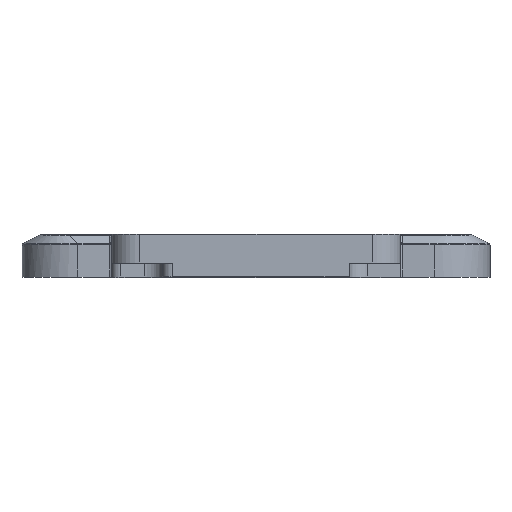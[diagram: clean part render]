
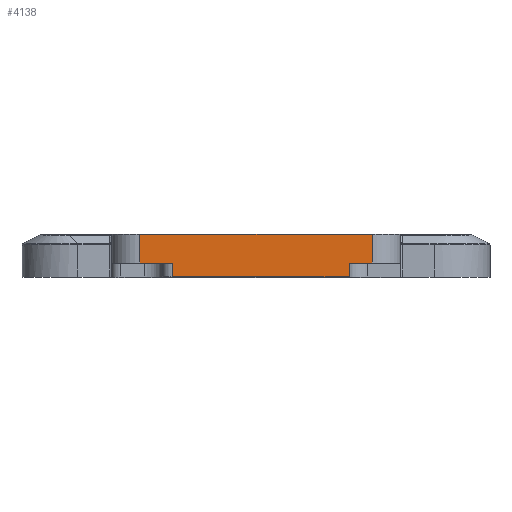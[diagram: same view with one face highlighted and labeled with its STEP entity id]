
A CAD part, top view. The second image highlights one B-rep face of the part: STEP entity #4138.
In plain terms, the highlighted planar face has unit normal (0, 0, 1).
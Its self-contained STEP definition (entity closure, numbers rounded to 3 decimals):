
#114 = LINE ( 'NONE', #3554, #3670 ) ;
#120 = EDGE_CURVE ( 'NONE', #2088, #2494, #4830, .T. ) ;
#165 = CARTESIAN_POINT ( 'NONE',  ( 12.5, -51.842, 18.5 ) ) ;
#216 = DIRECTION ( 'NONE',  ( 0., -1., 0. ) ) ;
#490 = DIRECTION ( 'NONE',  ( -1., 0., 0. ) ) ;
#605 = VECTOR ( 'NONE', #4412, 1000. ) ;
#660 = VERTEX_POINT ( 'NONE', #4187 ) ;
#674 = LINE ( 'NONE', #165, #5073 ) ;
#726 = FACE_OUTER_BOUND ( 'NONE', #5015, .T. ) ;
#853 = EDGE_CURVE ( 'NONE', #2779, #5190, #114, .T. ) ;
#928 = ORIENTED_EDGE ( 'NONE', *, *, #4852, .T. ) ;
#947 = CARTESIAN_POINT ( 'NONE',  ( 10., -2.072, 18.5 ) ) ;
#1144 = CARTESIAN_POINT ( 'NONE',  ( 10., -3.572, 18.5 ) ) ;
#1145 = CARTESIAN_POINT ( 'NONE',  ( -15.5, -3.572, 18.5 ) ) ;
#1161 = VERTEX_POINT ( 'NONE', #4092 ) ;
#1203 = DIRECTION ( 'NONE',  ( 1., 0., 0. ) ) ;
#1234 = CARTESIAN_POINT ( 'NONE',  ( -12.5, -51.842, 18.5 ) ) ;
#1283 = ORIENTED_EDGE ( 'NONE', *, *, #3337, .T. ) ;
#1321 = VERTEX_POINT ( 'NONE', #3737 ) ;
#1420 = CARTESIAN_POINT ( 'NONE',  ( 0., -2.072, 18.5 ) ) ;
#1431 = CARTESIAN_POINT ( 'NONE',  ( -9., -3.572, 18.5 ) ) ;
#1474 = ORIENTED_EDGE ( 'NONE', *, *, #5060, .F. ) ;
#1551 = VECTOR ( 'NONE', #2520, 1000. ) ;
#2088 = VERTEX_POINT ( 'NONE', #1431 ) ;
#2168 = DIRECTION ( 'NONE',  ( 0., 0., 1. ) ) ;
#2250 = ORIENTED_EDGE ( 'NONE', *, *, #4670, .T. ) ;
#2477 = LINE ( 'NONE', #1420, #605 ) ;
#2494 = VERTEX_POINT ( 'NONE', #1144 ) ;
#2520 = DIRECTION ( 'NONE',  ( 1., 0., 0. ) ) ;
#2547 = LINE ( 'NONE', #3470, #3521 ) ;
#2779 = VERTEX_POINT ( 'NONE', #4438 ) ;
#2848 = VECTOR ( 'NONE', #3262, 1000. ) ;
#2994 = CARTESIAN_POINT ( 'NONE',  ( -15.5, 1., 18.5 ) ) ;
#3016 = AXIS2_PLACEMENT_3D ( 'NONE', #5624, #2168, #1203 ) ;
#3103 = CARTESIAN_POINT ( 'NONE',  ( -9., -3.572, 18.5 ) ) ;
#3201 = LINE ( 'NONE', #1234, #2848 ) ;
#3224 = ORIENTED_EDGE ( 'NONE', *, *, #6143, .F. ) ;
#3262 = DIRECTION ( 'NONE',  ( 0., -1., 0. ) ) ;
#3337 = EDGE_CURVE ( 'NONE', #1321, #2088, #5964, .T. ) ;
#3470 = CARTESIAN_POINT ( 'NONE',  ( 10., 6.566, 18.5 ) ) ;
#3521 = VECTOR ( 'NONE', #4576, 1000. ) ;
#3534 = DIRECTION ( 'NONE',  ( 1., 0., 0. ) ) ;
#3554 = CARTESIAN_POINT ( 'NONE',  ( 0., -2.072, 18.5 ) ) ;
#3670 = VECTOR ( 'NONE', #490, 1000. ) ;
#3737 = CARTESIAN_POINT ( 'NONE',  ( -9., -2.072, 18.5 ) ) ;
#3888 = ORIENTED_EDGE ( 'NONE', *, *, #5647, .T. ) ;
#4013 = DIRECTION ( 'NONE',  ( 0., 1., 0. ) ) ;
#4092 = CARTESIAN_POINT ( 'NONE',  ( -12.5, -2.072, 18.5 ) ) ;
#4138 = ADVANCED_FACE ( 'NONE', ( #726 ), #5139, .T. ) ;
#4187 = CARTESIAN_POINT ( 'NONE',  ( -12.5, 1., 18.5 ) ) ;
#4412 = DIRECTION ( 'NONE',  ( 1., 0., 0. ) ) ;
#4421 = LINE ( 'NONE', #2994, #1551 ) ;
#4422 = VERTEX_POINT ( 'NONE', #5066 ) ;
#4438 = CARTESIAN_POINT ( 'NONE',  ( 12.5, -2.072, 18.5 ) ) ;
#4576 = DIRECTION ( 'NONE',  ( 0., -1., 0. ) ) ;
#4670 = EDGE_CURVE ( 'NONE', #2779, #4422, #674, .T. ) ;
#4776 = VECTOR ( 'NONE', #216, 1000. ) ;
#4830 = LINE ( 'NONE', #1145, #6099 ) ;
#4852 = EDGE_CURVE ( 'NONE', #1161, #1321, #2477, .T. ) ;
#5015 = EDGE_LOOP ( 'NONE', ( #928, #1283, #5484, #1474, #5833, #2250, #3224, #3888 ) ) ;
#5060 = EDGE_CURVE ( 'NONE', #5190, #2494, #2547, .T. ) ;
#5066 = CARTESIAN_POINT ( 'NONE',  ( 12.5, 1., 18.5 ) ) ;
#5073 = VECTOR ( 'NONE', #4013, 1000. ) ;
#5139 = PLANE ( 'NONE',  #3016 ) ;
#5190 = VERTEX_POINT ( 'NONE', #947 ) ;
#5484 = ORIENTED_EDGE ( 'NONE', *, *, #120, .T. ) ;
#5624 = CARTESIAN_POINT ( 'NONE',  ( -15.5, -51.842, 18.5 ) ) ;
#5647 = EDGE_CURVE ( 'NONE', #660, #1161, #3201, .T. ) ;
#5833 = ORIENTED_EDGE ( 'NONE', *, *, #853, .F. ) ;
#5964 = LINE ( 'NONE', #3103, #4776 ) ;
#6099 = VECTOR ( 'NONE', #3534, 1000. ) ;
#6143 = EDGE_CURVE ( 'NONE', #660, #4422, #4421, .T. ) ;
